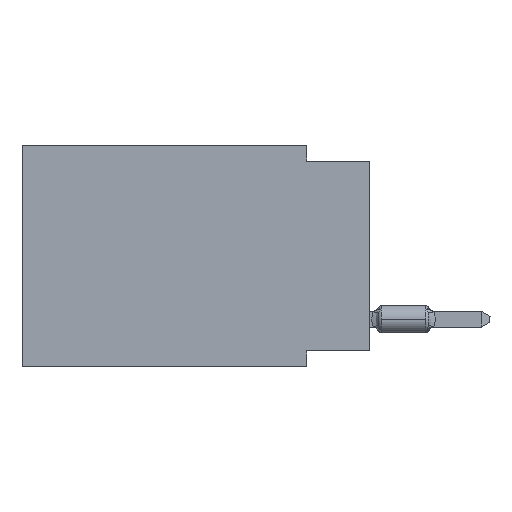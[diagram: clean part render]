
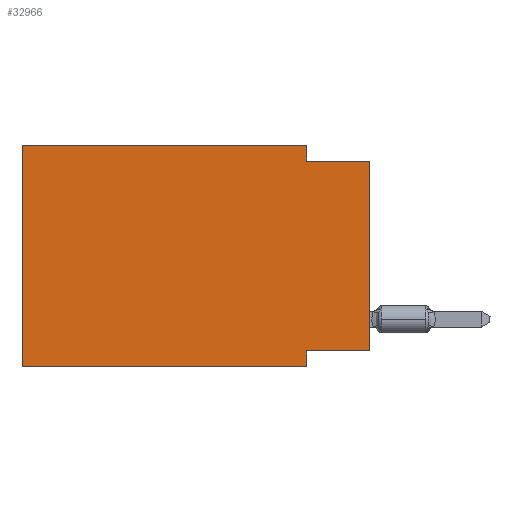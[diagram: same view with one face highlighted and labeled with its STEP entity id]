
A CAD part, left-side view. The second image highlights one B-rep face of the part: STEP entity #32966.
In plain terms, the highlighted planar face has unit normal (-1, 0, 0).
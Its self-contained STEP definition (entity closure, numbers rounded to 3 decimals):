
#1669 = ORIENTED_EDGE ( 'NONE', *, *, #14832, .F. ) ;
#3069 = VERTEX_POINT ( 'NONE', #57892 ) ;
#4129 = LINE ( 'NONE', #32066, #47675 ) ;
#4146 = CARTESIAN_POINT ( 'NONE',  ( 0., 2.54, 0. ) ) ;
#5117 = AXIS2_PLACEMENT_3D ( 'NONE', #61815, #12351, #56580 ) ;
#8158 = VERTEX_POINT ( 'NONE', #52370 ) ;
#9333 = VECTOR ( 'NONE', #46967, 1000. ) ;
#9508 = CARTESIAN_POINT ( 'NONE',  ( 0., 2.54, 0. ) ) ;
#12329 = CARTESIAN_POINT ( 'NONE',  ( 0., 13.97, 0. ) ) ;
#12351 = DIRECTION ( 'NONE',  ( 1., 0., 0. ) ) ;
#12413 = DIRECTION ( 'NONE',  ( 0., -1., 0. ) ) ;
#12688 = PLANE ( 'NONE',  #5117 ) ;
#14832 = EDGE_CURVE ( 'NONE', #14898, #3069, #4129, .T. ) ;
#14898 = VERTEX_POINT ( 'NONE', #62855 ) ;
#16761 = VECTOR ( 'NONE', #42412, 1000. ) ;
#17845 = CARTESIAN_POINT ( 'NONE',  ( 0., 13.97, -8.89 ) ) ;
#17899 = CARTESIAN_POINT ( 'NONE',  ( 0., 0., -8.255 ) ) ;
#19012 = ORIENTED_EDGE ( 'NONE', *, *, #58341, .F. ) ;
#19043 = VECTOR ( 'NONE', #27419, 1000. ) ;
#20026 = VERTEX_POINT ( 'NONE', #32786 ) ;
#21862 = FACE_OUTER_BOUND ( 'NONE', #61205, .T. ) ;
#23936 = VERTEX_POINT ( 'NONE', #49026 ) ;
#24228 = VECTOR ( 'NONE', #31681, 1000. ) ;
#24369 = CARTESIAN_POINT ( 'NONE',  ( 0., 0., 0. ) ) ;
#27419 = DIRECTION ( 'NONE',  ( 0., -1., 0. ) ) ;
#28632 = DIRECTION ( 'NONE',  ( 0., 0., 1. ) ) ;
#28906 = EDGE_CURVE ( 'NONE', #23936, #3069, #59688, .T. ) ;
#30641 = ORIENTED_EDGE ( 'NONE', *, *, #28906, .T. ) ;
#31681 = DIRECTION ( 'NONE',  ( 0., 1., 0. ) ) ;
#31875 = VECTOR ( 'NONE', #34242, 1000. ) ;
#32066 = CARTESIAN_POINT ( 'NONE',  ( 0., 0., -0.635 ) ) ;
#32786 = CARTESIAN_POINT ( 'NONE',  ( 0., 2.54, -8.89 ) ) ;
#32966 = ADVANCED_FACE ( 'NONE', ( #21862 ), #12688, .F. ) ;
#33324 = EDGE_CURVE ( 'NONE', #8158, #20026, #46655, .T. ) ;
#33564 = VECTOR ( 'NONE', #37773, 1000. ) ;
#34242 = DIRECTION ( 'NONE',  ( 0., 0., -1. ) ) ;
#34551 = EDGE_CURVE ( 'NONE', #56170, #20026, #60432, .T. ) ;
#34610 = VECTOR ( 'NONE', #28632, 1000. ) ;
#35443 = EDGE_CURVE ( 'NONE', #23936, #8158, #62764, .T. ) ;
#36600 = VERTEX_POINT ( 'NONE', #9508 ) ;
#36802 = LINE ( 'NONE', #41376, #33564 ) ;
#37773 = DIRECTION ( 'NONE',  ( 0., 0., 1. ) ) ;
#41376 = CARTESIAN_POINT ( 'NONE',  ( 0., 13.97, 0. ) ) ;
#41565 = ORIENTED_EDGE ( 'NONE', *, *, #34551, .T. ) ;
#42412 = DIRECTION ( 'NONE',  ( 0., -1., 0. ) ) ;
#42646 = EDGE_CURVE ( 'NONE', #46972, #36600, #57207, .T. ) ;
#44900 = CARTESIAN_POINT ( 'NONE',  ( 0., 13.97, 0. ) ) ;
#45867 = ORIENTED_EDGE ( 'NONE', *, *, #33324, .F. ) ;
#46655 = LINE ( 'NONE', #48534, #9333 ) ;
#46967 = DIRECTION ( 'NONE',  ( 0., 0., -1. ) ) ;
#46972 = VERTEX_POINT ( 'NONE', #44900 ) ;
#47675 = VECTOR ( 'NONE', #12413, 1000. ) ;
#47847 = ORIENTED_EDGE ( 'NONE', *, *, #42646, .F. ) ;
#47857 = EDGE_CURVE ( 'NONE', #56170, #46972, #36802, .T. ) ;
#48534 = CARTESIAN_POINT ( 'NONE',  ( 0., 2.54, -8.89 ) ) ;
#49026 = CARTESIAN_POINT ( 'NONE',  ( 0., 0., -8.255 ) ) ;
#52094 = ORIENTED_EDGE ( 'NONE', *, *, #35443, .F. ) ;
#52370 = CARTESIAN_POINT ( 'NONE',  ( 0., 2.54, -8.255 ) ) ;
#56170 = VERTEX_POINT ( 'NONE', #59140 ) ;
#56580 = DIRECTION ( 'NONE',  ( 0., 0., -1. ) ) ;
#57207 = LINE ( 'NONE', #12329, #19043 ) ;
#57892 = CARTESIAN_POINT ( 'NONE',  ( 0., 0., -0.635 ) ) ;
#58200 = LINE ( 'NONE', #4146, #31875 ) ;
#58341 = EDGE_CURVE ( 'NONE', #36600, #14898, #58200, .T. ) ;
#59140 = CARTESIAN_POINT ( 'NONE',  ( 0., 13.97, -8.89 ) ) ;
#59688 = LINE ( 'NONE', #24369, #34610 ) ;
#59971 = ORIENTED_EDGE ( 'NONE', *, *, #47857, .F. ) ;
#60432 = LINE ( 'NONE', #17845, #16761 ) ;
#61205 = EDGE_LOOP ( 'NONE', ( #30641, #1669, #19012, #47847, #59971, #41565, #45867, #52094 ) ) ;
#61815 = CARTESIAN_POINT ( 'NONE',  ( 0., 13.97, 0. ) ) ;
#62764 = LINE ( 'NONE', #17899, #24228 ) ;
#62855 = CARTESIAN_POINT ( 'NONE',  ( 0., 2.54, -0.635 ) ) ;
